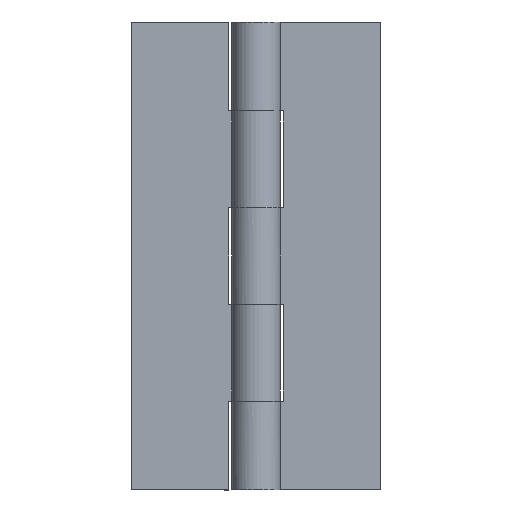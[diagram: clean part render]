
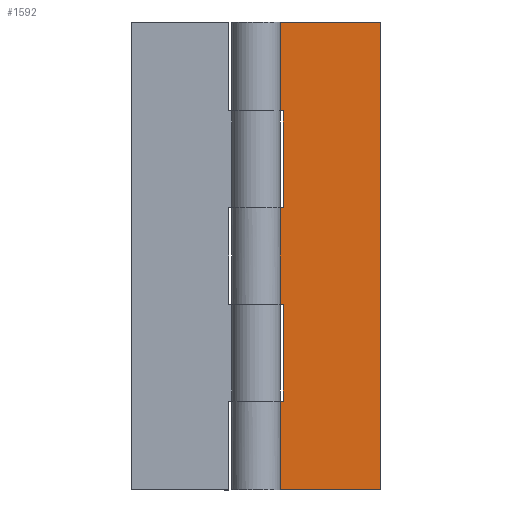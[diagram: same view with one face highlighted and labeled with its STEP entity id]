
A CAD part, front view. The second image highlights one B-rep face of the part: STEP entity #1592.
In plain terms, the highlighted free-form (B-spline) face has degree [1, 1] with [2, 2] control points.
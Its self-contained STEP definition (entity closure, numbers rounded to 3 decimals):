
#798=CARTESIAN_POINT('',(3.5,1.5,23.8));
#799=VERTEX_POINT('',#798);
#814=CARTESIAN_POINT('',(3.5,1.5,11.4));
#815=VERTEX_POINT('',#814);
#821=CARTESIAN_POINT('',(3.5,1.5,23.8));
#822=CARTESIAN_POINT('',(3.5,1.5,11.4));
#823=QUASI_UNIFORM_CURVE('',1,(#821,#822),.UNSPECIFIED.,.F.,.U.);
#824=EDGE_CURVE('',#799,#815,#823,.T.);
#877=CARTESIAN_POINT('',(0.0,1.5,11.4));
#878=VERTEX_POINT('',#877);
#898=CARTESIAN_POINT('',(3.5,1.5,11.4));
#899=CARTESIAN_POINT('',(0.0,1.5,11.4));
#900=QUASI_UNIFORM_CURVE('',1,(#898,#899),.UNSPECIFIED.,.F.,.U.);
#901=EDGE_CURVE('',#815,#878,#900,.T.);
#913=CARTESIAN_POINT('',(0.0,1.5,23.8));
#914=VERTEX_POINT('',#913);
#975=CARTESIAN_POINT('',(0.0,1.5,23.8));
#976=CARTESIAN_POINT('',(3.5,1.5,23.8));
#977=QUASI_UNIFORM_CURVE('',1,(#975,#976),.UNSPECIFIED.,.F.,.U.);
#978=EDGE_CURVE('',#914,#799,#977,.T.);
#988=CARTESIAN_POINT('',(3.5,1.5,48.6));
#989=VERTEX_POINT('',#988);
#1004=CARTESIAN_POINT('',(3.5,1.5,36.2));
#1005=VERTEX_POINT('',#1004);
#1011=CARTESIAN_POINT('',(3.5,1.5,48.6));
#1012=CARTESIAN_POINT('',(3.5,1.5,36.2));
#1013=QUASI_UNIFORM_CURVE('',1,(#1011,#1012),.UNSPECIFIED.,.F.,.U.);
#1014=EDGE_CURVE('',#989,#1005,#1013,.T.);
#1026=CARTESIAN_POINT('',(0.0,1.5,48.6));
#1027=VERTEX_POINT('',#1026);
#1088=CARTESIAN_POINT('',(0.0,1.5,48.6));
#1089=CARTESIAN_POINT('',(3.5,1.5,48.6));
#1090=QUASI_UNIFORM_CURVE('',1,(#1088,#1089),.UNSPECIFIED.,.F.,.U.);
#1091=EDGE_CURVE('',#1027,#989,#1090,.T.);
#1144=CARTESIAN_POINT('',(0.0,1.5,36.2));
#1145=VERTEX_POINT('',#1144);
#1165=CARTESIAN_POINT('',(3.5,1.5,36.2));
#1166=CARTESIAN_POINT('',(0.0,1.5,36.2));
#1167=QUASI_UNIFORM_CURVE('',1,(#1165,#1166),.UNSPECIFIED.,.F.,.U.);
#1168=EDGE_CURVE('',#1005,#1145,#1167,.T.);
#1180=CARTESIAN_POINT('',(0.0,1.5,60.0));
#1181=VERTEX_POINT('',#1180);
#1201=CARTESIAN_POINT('',(16.0,1.5,60.0));
#1202=VERTEX_POINT('',#1201);
#1203=CARTESIAN_POINT('',(0.0,1.5,60.0));
#1204=CARTESIAN_POINT('',(16.0,1.5,60.0));
#1205=QUASI_UNIFORM_CURVE('',1,(#1203,#1204),.UNSPECIFIED.,.F.,.U.);
#1206=EDGE_CURVE('',#1181,#1202,#1205,.T.);
#1258=CARTESIAN_POINT('',(0.0,1.5,0.0));
#1259=VERTEX_POINT('',#1258);
#1314=CARTESIAN_POINT('',(16.0,1.5,0.0));
#1315=VERTEX_POINT('',#1314);
#1321=CARTESIAN_POINT('',(0.0,1.5,0.0));
#1322=CARTESIAN_POINT('',(16.0,1.5,0.0));
#1323=QUASI_UNIFORM_CURVE('',1,(#1321,#1322),.UNSPECIFIED.,.F.,.U.);
#1324=EDGE_CURVE('',#1259,#1315,#1323,.T.);
#1335=CARTESIAN_POINT('',(16.0,1.5,0.0));
#1336=CARTESIAN_POINT('',(16.0,1.5,60.0));
#1337=QUASI_UNIFORM_CURVE('',1,(#1335,#1336),.UNSPECIFIED.,.F.,.U.);
#1338=EDGE_CURVE('',#1315,#1202,#1337,.T.);
#1427=CARTESIAN_POINT('',(0.0,1.5,48.6));
#1428=CARTESIAN_POINT('',(0.0,1.5,60.0));
#1429=QUASI_UNIFORM_CURVE('',1,(#1427,#1428),.UNSPECIFIED.,.F.,.U.);
#1430=EDGE_CURVE('',#1027,#1181,#1429,.T.);
#1565=CARTESIAN_POINT('',(-0.799,1.5,62.997));
#1566=CARTESIAN_POINT('',(-0.799,1.5,-2.997));
#1567=CARTESIAN_POINT('',(16.799,1.5,62.997));
#1568=CARTESIAN_POINT('',(16.799,1.5,-2.997));
#1569=B_SPLINE_SURFACE_WITH_KNOTS('',1,1,((#1565,#1567),(#1566,#1568)),.UNSPECIFIED.,.F.,.F.,.U.,(2,2),(2,2),(0.0,65.994),(0.0,17.598),.UNSPECIFIED.);
#1570=CARTESIAN_POINT('',(0.0,1.5,23.8));
#1571=CARTESIAN_POINT('',(0.0,1.5,36.2));
#1572=QUASI_UNIFORM_CURVE('',1,(#1570,#1571),.UNSPECIFIED.,.F.,.U.);
#1573=EDGE_CURVE('',#914,#1145,#1572,.T.);
#1574=ORIENTED_EDGE('',*,*,#1573,.F.);
#1575=ORIENTED_EDGE('',*,*,#978,.T.);
#1576=ORIENTED_EDGE('',*,*,#824,.T.);
#1577=ORIENTED_EDGE('',*,*,#901,.T.);
#1578=CARTESIAN_POINT('',(0.0,1.5,0.0));
#1579=CARTESIAN_POINT('',(0.0,1.5,11.4));
#1580=QUASI_UNIFORM_CURVE('',1,(#1578,#1579),.UNSPECIFIED.,.F.,.U.);
#1581=EDGE_CURVE('',#1259,#878,#1580,.T.);
#1582=ORIENTED_EDGE('',*,*,#1581,.F.);
#1583=ORIENTED_EDGE('',*,*,#1324,.T.);
#1584=ORIENTED_EDGE('',*,*,#1338,.T.);
#1585=ORIENTED_EDGE('',*,*,#1206,.F.);
#1586=ORIENTED_EDGE('',*,*,#1430,.F.);
#1587=ORIENTED_EDGE('',*,*,#1091,.T.);
#1588=ORIENTED_EDGE('',*,*,#1014,.T.);
#1589=ORIENTED_EDGE('',*,*,#1168,.T.);
#1590=EDGE_LOOP('',(#1574,#1575,#1576,#1577,#1582,#1583,#1584,#1585,#1586,#1587,#1588,#1589));
#1591=FACE_OUTER_BOUND('',#1590,.T.);
#1592=ADVANCED_FACE('',(#1591),#1569,.T.);
